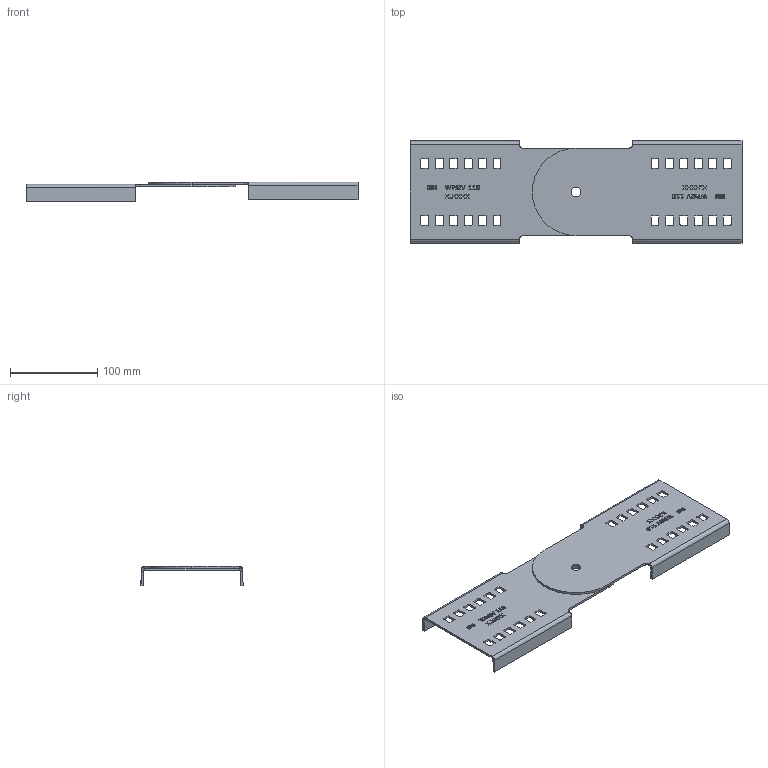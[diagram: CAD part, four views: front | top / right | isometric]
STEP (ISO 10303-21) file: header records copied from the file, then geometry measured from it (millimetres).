
FILE_DESCRIPTION((''),'2;1');
FILE_NAME('6091318_ASM','2013-01-30T',('AndreasKeweloh'),(''),'PRO/ENGINEER BY PARAMETRIC TECHNOLOGY CORPORATION, 2012360','PRO/ENGINEER BY PARAMETRIC TECHNOLOGY CORPORATION, 2012360','');
FILE_SCHEMA(('CONFIG_CONTROL_DESIGN'));
Length unit declared in the file: millimetre
Products named in the file (2): 6091318GELENKVERBINDERTEIL_110_; 6091318_ASM
Assembly tree (2 placements, depth 2):
  6091318_ASM
    6091318GELENKVERBINDERTEIL_110_  x2
Bounding box: 380 x 116.98 x 22.49 mm (x, y, z)
Volume: 138620.4 mm3; surface area: 117374.8 mm2
Topology: 2 solids, 2 shells, 694 faces, 1894 edges, 1252 vertices
Faces by surface type: plane 460, cylinder 156, extrusion 74, bspline 4
Entity records: 12218 total; most frequent: CARTESIAN_POINT 3302, ORIENTED_EDGE 1894, DIRECTION 1690, EDGE_CURVE 947, VECTOR 750, LINE 713, VERTEX_POINT 626, AXIS2_PLACEMENT_3D 470
